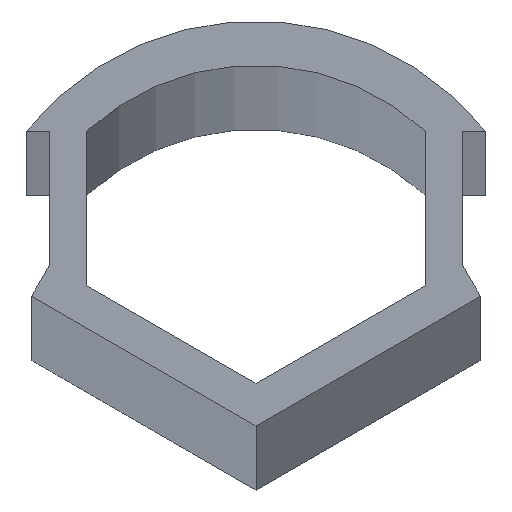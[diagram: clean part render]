
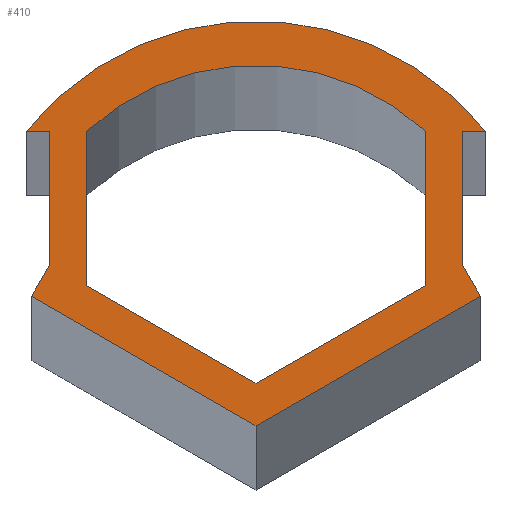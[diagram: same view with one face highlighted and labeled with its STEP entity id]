
A CAD part, top view. The second image highlights one B-rep face of the part: STEP entity #410.
In plain terms, the highlighted planar face has unit normal (0, 0, 1).
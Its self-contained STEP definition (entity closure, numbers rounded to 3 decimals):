
#2 = DIRECTION ( 'NONE',  ( 0., 0., -1. ) ) ;
#10 = LINE ( 'NONE', #320, #393 ) ;
#12 = VERTEX_POINT ( 'NONE', #460 ) ;
#26 = DIRECTION ( 'NONE',  ( 1., 0., 0. ) ) ;
#32 = AXIS2_PLACEMENT_3D ( 'NONE', #509, #468, #26 ) ;
#34 = ORIENTED_EDGE ( 'NONE', *, *, #145, .T. ) ;
#35 = VERTEX_POINT ( 'NONE', #553 ) ;
#37 = CARTESIAN_POINT ( 'NONE',  ( 5.6, 8.008, 1000. ) ) ;
#46 = CARTESIAN_POINT ( 'NONE',  ( -6.1, 3.522, 1000. ) ) ;
#47 = VERTEX_POINT ( 'NONE', #203 ) ;
#53 = VECTOR ( 'NONE', #402, 1000. ) ;
#56 = LINE ( 'NONE', #232, #81 ) ;
#59 = LINE ( 'NONE', #505, #100 ) ;
#60 = CARTESIAN_POINT ( 'NONE',  ( 0., 0., 1000. ) ) ;
#63 = CARTESIAN_POINT ( 'NONE',  ( 5.6, 0., 1000. ) ) ;
#64 = LINE ( 'NONE', #380, #255 ) ;
#66 = AXIS2_PLACEMENT_3D ( 'NONE', #575, #175, #539 ) ;
#69 = CARTESIAN_POINT ( 'NONE',  ( 0., 8.008, 1000. ) ) ;
#71 = VERTEX_POINT ( 'NONE', #420 ) ;
#72 = CARTESIAN_POINT ( 'NONE',  ( -5.6, 4.388, 1000. ) ) ;
#80 = ORIENTED_EDGE ( 'NONE', *, *, #326, .F. ) ;
#81 = VECTOR ( 'NONE', #413, 1000. ) ;
#92 = CARTESIAN_POINT ( 'NONE',  ( 0., 0., 1000. ) ) ;
#93 = VERTEX_POINT ( 'NONE', #336 ) ;
#94 = LINE ( 'NONE', #533, #518 ) ;
#96 = ORIENTED_EDGE ( 'NONE', *, *, #167, .T. ) ;
#100 = VECTOR ( 'NONE', #558, 1000. ) ;
#112 = EDGE_LOOP ( 'NONE', ( #117, #418, #567, #171, #296 ) ) ;
#117 = ORIENTED_EDGE ( 'NONE', *, *, #226, .F. ) ;
#128 = VERTEX_POINT ( 'NONE', #72 ) ;
#145 = EDGE_CURVE ( 'NONE', #504, #223, #59, .T. ) ;
#148 = VERTEX_POINT ( 'NONE', #501 ) ;
#150 = LINE ( 'NONE', #46, #453 ) ;
#159 = DIRECTION ( 'NONE',  ( -1., 0., 0. ) ) ;
#166 = VECTOR ( 'NONE', #179, 1000. ) ;
#167 = EDGE_CURVE ( 'NONE', #148, #504, #462, .T. ) ;
#171 = ORIENTED_EDGE ( 'NONE', *, *, #212, .T. ) ;
#175 = DIRECTION ( 'NONE',  ( 0., 0., -1. ) ) ;
#179 = DIRECTION ( 'NONE',  ( 0., 1., 0. ) ) ;
#181 = ORIENTED_EDGE ( 'NONE', *, *, #196, .F. ) ;
#182 = DIRECTION ( 'NONE',  ( -0.5, 0.866, 0. ) ) ;
#183 = VECTOR ( 'NONE', #159, 1000. ) ;
#190 = CARTESIAN_POINT ( 'NONE',  ( 0., 1.155, 1000. ) ) ;
#192 = VECTOR ( 'NONE', #239, 1000. ) ;
#196 = EDGE_CURVE ( 'NONE', #347, #71, #538, .T. ) ;
#203 = CARTESIAN_POINT ( 'NONE',  ( 4.6, 8.008, 1000. ) ) ;
#212 = EDGE_CURVE ( 'NONE', #12, #47, #238, .T. ) ;
#214 = CARTESIAN_POINT ( 'NONE',  ( -5.6, 0., 1000. ) ) ;
#216 = VERTEX_POINT ( 'NONE', #574 ) ;
#219 = LINE ( 'NONE', #92, #53 ) ;
#220 = VERTEX_POINT ( 'NONE', #276 ) ;
#222 = DIRECTION ( 'NONE',  ( 0.5, 0.866, 0. ) ) ;
#223 = VERTEX_POINT ( 'NONE', #482 ) ;
#226 = EDGE_CURVE ( 'NONE', #437, #35, #94, .T. ) ;
#232 = CARTESIAN_POINT ( 'NONE',  ( -4.6, 0., 1000. ) ) ;
#234 = EDGE_CURVE ( 'NONE', #220, #148, #10, .T. ) ;
#238 = CIRCLE ( 'NONE', #388, 6.8 ) ;
#239 = DIRECTION ( 'NONE',  ( 0., 1., 0. ) ) ;
#245 = LINE ( 'NONE', #69, #183 ) ;
#255 = VECTOR ( 'NONE', #416, 1000. ) ;
#257 = ORIENTED_EDGE ( 'NONE', *, *, #439, .F. ) ;
#260 = DIRECTION ( 'NONE',  ( 1., 0., 0. ) ) ;
#270 = ORIENTED_EDGE ( 'NONE', *, *, #452, .F. ) ;
#273 = LINE ( 'NONE', #214, #275 ) ;
#275 = VECTOR ( 'NONE', #363, 1000. ) ;
#276 = CARTESIAN_POINT ( 'NONE',  ( 6.1, 3.522, 1000. ) ) ;
#277 = CARTESIAN_POINT ( 'NONE',  ( -6.239, 8.008, 1000. ) ) ;
#296 = ORIENTED_EDGE ( 'NONE', *, *, #516, .F. ) ;
#320 = CARTESIAN_POINT ( 'NONE',  ( 6.1, 3.522, 1000. ) ) ;
#326 = EDGE_CURVE ( 'NONE', #216, #433, #245, .T. ) ;
#332 = PLANE ( 'NONE',  #32 ) ;
#336 = CARTESIAN_POINT ( 'NONE',  ( -4.6, 3.811, 1000. ) ) ;
#343 = CIRCLE ( 'NONE', #66, 8. ) ;
#346 = ORIENTED_EDGE ( 'NONE', *, *, #477, .T. ) ;
#347 = VERTEX_POINT ( 'NONE', #60 ) ;
#363 = DIRECTION ( 'NONE',  ( 0., 1., 0. ) ) ;
#380 = CARTESIAN_POINT ( 'NONE',  ( 0.5, 0.866, 1000. ) ) ;
#382 = EDGE_CURVE ( 'NONE', #437, #93, #64, .T. ) ;
#388 = AXIS2_PLACEMENT_3D ( 'NONE', #486, #2, #260 ) ;
#393 = VECTOR ( 'NONE', #182, 1000. ) ;
#398 = CARTESIAN_POINT ( 'NONE',  ( 0., 0., 1000. ) ) ;
#399 = CARTESIAN_POINT ( 'NONE',  ( 4.6, 0., 1000. ) ) ;
#401 = DIRECTION ( 'NONE',  ( -0.866, 0.5, 0. ) ) ;
#402 = DIRECTION ( 'NONE',  ( 0.866, 0.5, 0. ) ) ;
#410 = ADVANCED_FACE ( 'NONE', ( #555, #456 ), #332, .T. ) ;
#411 = EDGE_LOOP ( 'NONE', ( #181, #346, #427, #96, #34, #457, #80, #270, #257 ) ) ;
#413 = DIRECTION ( 'NONE',  ( 0., 1., 0. ) ) ;
#416 = DIRECTION ( 'NONE',  ( -0.866, 0.5, 0. ) ) ;
#417 = VECTOR ( 'NONE', #401, 1000. ) ;
#418 = ORIENTED_EDGE ( 'NONE', *, *, #382, .T. ) ;
#420 = CARTESIAN_POINT ( 'NONE',  ( -6.1, 3.522, 1000. ) ) ;
#427 = ORIENTED_EDGE ( 'NONE', *, *, #234, .T. ) ;
#433 = VERTEX_POINT ( 'NONE', #277 ) ;
#435 = EDGE_CURVE ( 'NONE', #93, #12, #56, .T. ) ;
#437 = VERTEX_POINT ( 'NONE', #190 ) ;
#439 = EDGE_CURVE ( 'NONE', #71, #128, #150, .T. ) ;
#441 = DIRECTION ( 'NONE',  ( 0.866, 0.5, 0. ) ) ;
#452 = EDGE_CURVE ( 'NONE', #128, #216, #273, .T. ) ;
#453 = VECTOR ( 'NONE', #222, 1000. ) ;
#456 = FACE_OUTER_BOUND ( 'NONE', #411, .T. ) ;
#457 = ORIENTED_EDGE ( 'NONE', *, *, #565, .F. ) ;
#460 = CARTESIAN_POINT ( 'NONE',  ( -4.6, 8.008, 1000. ) ) ;
#462 = LINE ( 'NONE', #63, #192 ) ;
#468 = DIRECTION ( 'NONE',  ( 0., 0., 1. ) ) ;
#477 = EDGE_CURVE ( 'NONE', #347, #220, #219, .T. ) ;
#482 = CARTESIAN_POINT ( 'NONE',  ( 6.239, 8.008, 1000. ) ) ;
#486 = CARTESIAN_POINT ( 'NONE',  ( 0., 3., 1000. ) ) ;
#501 = CARTESIAN_POINT ( 'NONE',  ( 5.6, 4.388, 1000. ) ) ;
#504 = VERTEX_POINT ( 'NONE', #37 ) ;
#505 = CARTESIAN_POINT ( 'NONE',  ( 0., 8.008, 1000. ) ) ;
#509 = CARTESIAN_POINT ( 'NONE',  ( 0., 0., 1000. ) ) ;
#516 = EDGE_CURVE ( 'NONE', #35, #47, #572, .T. ) ;
#518 = VECTOR ( 'NONE', #441, 1000. ) ;
#533 = CARTESIAN_POINT ( 'NONE',  ( -0.5, 0.866, 1000. ) ) ;
#538 = LINE ( 'NONE', #398, #417 ) ;
#539 = DIRECTION ( 'NONE',  ( 1., 0., 0. ) ) ;
#553 = CARTESIAN_POINT ( 'NONE',  ( 4.6, 3.811, 1000. ) ) ;
#555 = FACE_BOUND ( 'NONE', #112, .T. ) ;
#558 = DIRECTION ( 'NONE',  ( 1., 0., 0. ) ) ;
#565 = EDGE_CURVE ( 'NONE', #433, #223, #343, .T. ) ;
#567 = ORIENTED_EDGE ( 'NONE', *, *, #435, .T. ) ;
#572 = LINE ( 'NONE', #399, #166 ) ;
#574 = CARTESIAN_POINT ( 'NONE',  ( -5.6, 8.008, 1000. ) ) ;
#575 = CARTESIAN_POINT ( 'NONE',  ( 0., 3., 1000. ) ) ;
